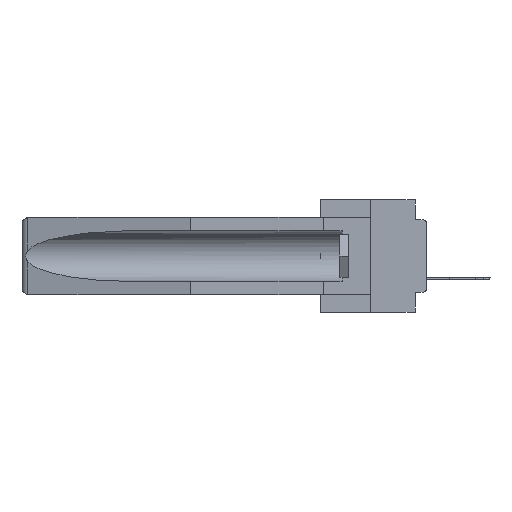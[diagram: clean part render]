
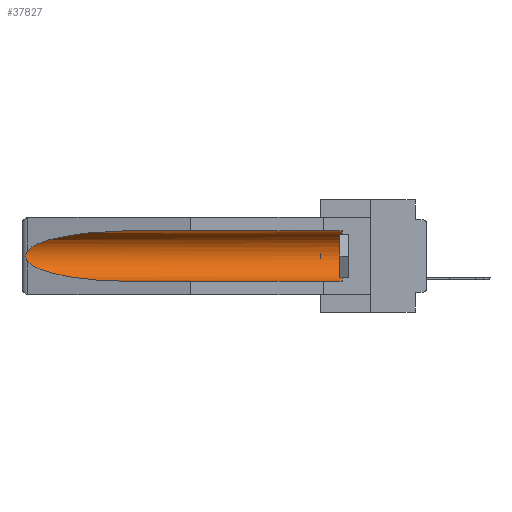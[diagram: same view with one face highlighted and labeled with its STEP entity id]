
A CAD part, left-side view. The second image highlights one B-rep face of the part: STEP entity #37827.
In plain terms, the highlighted cylindrical face has radius 2.857 mm (diameter 5.715 mm), a partial arc.
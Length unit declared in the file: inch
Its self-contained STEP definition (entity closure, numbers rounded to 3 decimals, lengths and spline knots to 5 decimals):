
#518 = DIRECTION ( 'NONE',  ( 0., 0., 1. ) ) ;
#1726 = ORIENTED_EDGE ( 'NONE', *, *, #12474, .F. ) ;
#2473 = ORIENTED_EDGE ( 'NONE', *, *, #4013, .T. ) ;
#3036 = CARTESIAN_POINT ( 'NONE',  ( 0.26597, 1.52961, -0.15275 ) ) ;
#3625 = CARTESIAN_POINT ( 'NONE',  ( 0.26537, 1.52718, -0.19328 ) ) ;
#4013 = EDGE_CURVE ( 'NONE', #25310, #27931, #25746, .T. ) ;
#4976 = DIRECTION ( 'NONE',  ( 0., 1., 0. ) ) ;
#5105 = CARTESIAN_POINT ( 'NONE',  ( 0.155, 1.07973, -0.284 ) ) ;
#5120 = AXIS2_PLACEMENT_3D ( 'NONE', #30596, #21103, #518 ) ;
#5305 = LINE ( 'NONE', #20726, #26167 ) ;
#5909 = CARTESIAN_POINT ( 'NONE',  ( 0.155, 0.126, -0.059 ) ) ;
#7029 = B_SPLINE_CURVE_WITH_KNOTS ( 'NONE', 3,
 ( #27196, #3036, #11949, #33713, #24224, #18653, #9175, #12528, #12333, #3625 ),
 .UNSPECIFIED., .F., .F.,
 ( 4, 2, 2, 2, 4 ),
 ( 0., 0.00029, 0.00058, 0.00087, 0.00117 ),
 .UNSPECIFIED. ) ;
#8037 = DIRECTION ( 'NONE',  ( 0., -1., 0. ) ) ;
#9175 = CARTESIAN_POINT ( 'NONE',  ( 0.2673, 1.53269, -0.17917 ) ) ;
#9720 = CARTESIAN_POINT ( 'NONE',  ( 0.21114, 1.30732, -0.059 ) ) ;
#10373 = CARTESIAN_POINT ( 'NONE',  ( 0.155, -0.30754, -0.059 ) ) ;
#11510 = VERTEX_POINT ( 'NONE', #13724 ) ;
#11949 = CARTESIAN_POINT ( 'NONE',  ( 0.26654, 1.53092, -0.15636 ) ) ;
#12333 = CARTESIAN_POINT ( 'NONE',  ( 0.26597, 1.5296, -0.19026 ) ) ;
#12474 = EDGE_CURVE ( 'NONE', #25310, #33117, #5305, .T. ) ;
#12528 = CARTESIAN_POINT ( 'NONE',  ( 0.26655, 1.53094, -0.18657 ) ) ;
#13273 = CARTESIAN_POINT ( 'NONE',  ( 0.25451, 1.48313, -0.09465 ) ) ;
#13724 = CARTESIAN_POINT ( 'NONE',  ( 0.26537, 1.52718, -0.19328 ) ) ;
#14062 = VERTEX_POINT ( 'NONE', #35361 ) ;
#18653 = CARTESIAN_POINT ( 'NONE',  ( 0.2675, 1.53308, -0.17534 ) ) ;
#19213 = CARTESIAN_POINT ( 'NONE',  ( 0.26537, 1.52718, -0.14972 ) ) ;
#20456 =( BOUNDED_CURVE ( )  B_SPLINE_CURVE ( 3, ( #24067, #36154, #30170, #24253 ),
 .UNSPECIFIED., .F., .T. ) 
 B_SPLINE_CURVE_WITH_KNOTS ( ( 4, 4 ),
 ( 0.1948, 1.5708 ),
 .UNSPECIFIED. ) 
 CURVE ( )  GEOMETRIC_REPRESENTATION_ITEM ( )  RATIONAL_B_SPLINE_CURVE ( ( 1., 0.848, 0.848, 1. ) ) 
 REPRESENTATION_ITEM ( '' )  );
#20487 = CARTESIAN_POINT ( 'NONE',  ( 0.155, 0.126, -0.1715 ) ) ;
#20726 = CARTESIAN_POINT ( 'NONE',  ( 0.155, -0.30754, -0.284 ) ) ;
#21103 = DIRECTION ( 'NONE',  ( 0., 1., 0. ) ) ;
#21118 = DIRECTION ( 'NONE',  ( 0., 1., 0. ) ) ;
#21494 = CYLINDRICAL_SURFACE ( 'NONE', #5120, 0.1125 ) ;
#22195 = CARTESIAN_POINT ( 'NONE',  ( 0.155, 1.07973, -0.059 ) ) ;
#22613 = AXIS2_PLACEMENT_3D ( 'NONE', #20487, #8037, #26838 ) ;
#22683 = ORIENTED_EDGE ( 'NONE', *, *, #33993, .T. ) ;
#23972 = VECTOR ( 'NONE', #4976, 39.37008 ) ;
#24067 = CARTESIAN_POINT ( 'NONE',  ( 0.26537, 1.52718, -0.19328 ) ) ;
#24224 = CARTESIAN_POINT ( 'NONE',  ( 0.2675, 1.53308, -0.16763 ) ) ;
#24253 = CARTESIAN_POINT ( 'NONE',  ( 0.155, 1.07973, -0.284 ) ) ;
#24625 = ORIENTED_EDGE ( 'NONE', *, *, #38773, .T. ) ;
#24658 = EDGE_CURVE ( 'NONE', #11510, #33117, #20456, .T. ) ;
#24953 = CARTESIAN_POINT ( 'NONE',  ( 0.155, 1.07973, -0.059 ) ) ;
#25310 = VERTEX_POINT ( 'NONE', #35042 ) ;
#25746 = CIRCLE ( 'NONE', #22613, 0.1125 ) ;
#26167 = VECTOR ( 'NONE', #21118, 39.37008 ) ;
#26735 = LINE ( 'NONE', #10373, #23972 ) ;
#26838 = DIRECTION ( 'NONE',  ( 0., 0., 1. ) ) ;
#27196 = CARTESIAN_POINT ( 'NONE',  ( 0.26537, 1.52718, -0.14972 ) ) ;
#27449 = FACE_OUTER_BOUND ( 'NONE', #39033, .T. ) ;
#27931 = VERTEX_POINT ( 'NONE', #5909 ) ;
#28563 =( BOUNDED_CURVE ( )  B_SPLINE_CURVE ( 3, ( #22195, #9720, #13273, #19213 ),
 .UNSPECIFIED., .F., .T. ) 
 B_SPLINE_CURVE_WITH_KNOTS ( ( 4, 4 ),
 ( 4.71239, 6.08839 ),
 .UNSPECIFIED. ) 
 CURVE ( )  GEOMETRIC_REPRESENTATION_ITEM ( )  RATIONAL_B_SPLINE_CURVE ( ( 1., 0.848, 0.848, 1. ) ) 
 REPRESENTATION_ITEM ( '' )  );
#30170 = CARTESIAN_POINT ( 'NONE',  ( 0.21114, 1.30732, -0.284 ) ) ;
#30596 = CARTESIAN_POINT ( 'NONE',  ( 0.155, -0.30754, -0.1715 ) ) ;
#33117 = VERTEX_POINT ( 'NONE', #5105 ) ;
#33574 = ORIENTED_EDGE ( 'NONE', *, *, #24658, .T. ) ;
#33713 = CARTESIAN_POINT ( 'NONE',  ( 0.2673, 1.5327, -0.16383 ) ) ;
#33993 = EDGE_CURVE ( 'NONE', #27931, #39117, #26735, .T. ) ;
#35042 = CARTESIAN_POINT ( 'NONE',  ( 0.155, 0.126, -0.284 ) ) ;
#35361 = CARTESIAN_POINT ( 'NONE',  ( 0.26537, 1.52718, -0.14972 ) ) ;
#36106 = ORIENTED_EDGE ( 'NONE', *, *, #36956, .T. ) ;
#36154 = CARTESIAN_POINT ( 'NONE',  ( 0.25451, 1.48313, -0.24835 ) ) ;
#36956 = EDGE_CURVE ( 'NONE', #14062, #11510, #7029, .T. ) ;
#37827 = ADVANCED_FACE ( 'NONE', ( #27449 ), #21494, .F. ) ;
#38773 = EDGE_CURVE ( 'NONE', #39117, #14062, #28563, .T. ) ;
#39033 = EDGE_LOOP ( 'NONE', ( #24625, #36106, #33574, #1726, #2473, #22683 ) ) ;
#39117 = VERTEX_POINT ( 'NONE', #24953 ) ;
